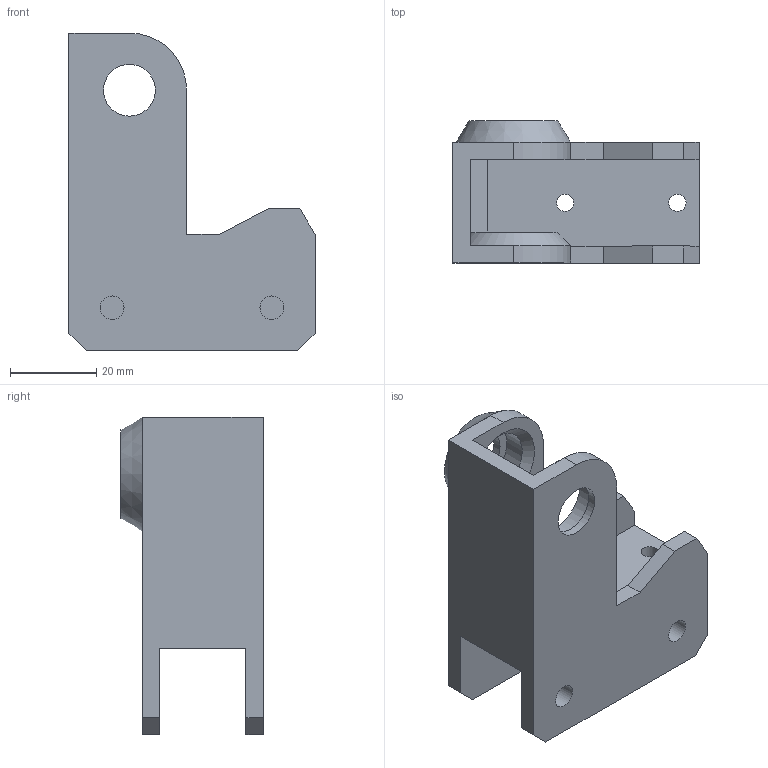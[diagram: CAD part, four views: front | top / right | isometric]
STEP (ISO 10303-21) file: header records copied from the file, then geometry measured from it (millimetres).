
FILE_DESCRIPTION(/* description */ (''),/* implementation_level */ '2;1');
FILE_NAME(/* name */ 'Worm Gear Rod Buddy (1).step',/* time_stamp */ '2018-04-13T18:20:03+02:00',/* author */ (''),/* organization */ (''),/* preprocessor_version */ 'ST-DEVELOPER v16.13',/* originating_system */ 'Autodesk Translation Framework v6.5.0.72',/* authorisation */ '');
FILE_SCHEMA (('AUTOMOTIVE_DESIGN { 1 0 10303 214 3 1 1 }'));
Length unit declared in the file: millimetre
Products named in the file (1): Worm Gear Rod Buddy (1)
Bounding box: 57 x 33 x 73.65 mm (x, y, z)
Volume: 30338.4 mm3; surface area: 17645.9 mm2
Topology: 1 solids, 1 shells, 48 faces, 134 edges, 89 vertices
Faces by surface type: plane 34, cylinder 11, cone 3
Full cylindrical faces by diameter (mm): 4 x2, 5.5 x3, 12 x2, 16.5 x2
Entity records: 1607 total; most frequent: CARTESIAN_POINT 280, ORIENTED_EDGE 268, DIRECTION 261, EDGE_CURVE 134, LINE 97, VECTOR 97, VERTEX_POINT 89, AXIS2_PLACEMENT_3D 82
